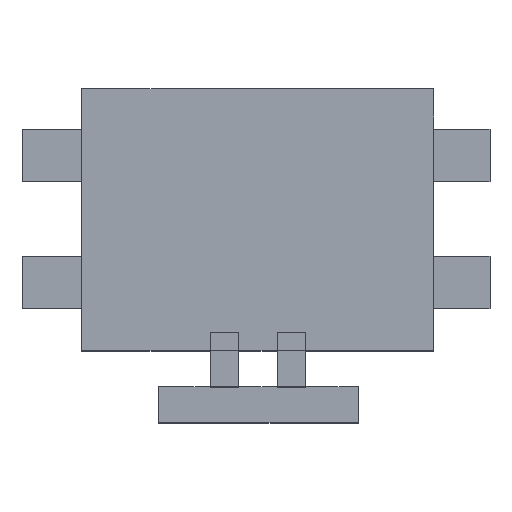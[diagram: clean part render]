
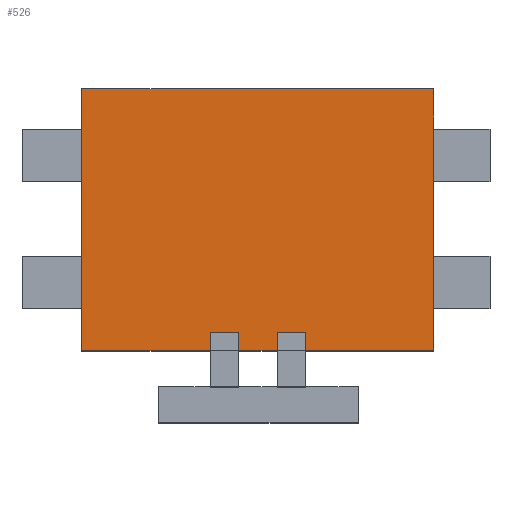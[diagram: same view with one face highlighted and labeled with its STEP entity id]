
A CAD part, top view. The second image highlights one B-rep face of the part: STEP entity #526.
In plain terms, the highlighted planar face has unit normal (0, 0, 1).
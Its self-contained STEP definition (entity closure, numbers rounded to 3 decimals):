
#50 = VERTEX_POINT('',#51);
#51 = CARTESIAN_POINT('',(-2.351,2.217,1.65));
#57 = EDGE_CURVE('',#50,#58,#60,.T.);
#58 = VERTEX_POINT('',#59);
#59 = CARTESIAN_POINT('',(-2.351,-1.283,1.65));
#60 = LINE('',#61,#62);
#61 = CARTESIAN_POINT('',(-2.351,2.217,1.65));
#62 = VECTOR('',#63,1.);
#63 = DIRECTION('',(0.,-1.,0.));
#508 = EDGE_CURVE('',#58,#509,#511,.T.);
#509 = VERTEX_POINT('',#510);
#510 = CARTESIAN_POINT('',(-0.637,-1.283,1.65));
#511 = LINE('',#512,#513);
#512 = CARTESIAN_POINT('',(-2.351,-1.283,1.65));
#513 = VECTOR('',#514,1.);
#514 = DIRECTION('',(1.,0.,0.));
#526 = ADVANCED_FACE('',(#527),#609,.T.);
#527 = FACE_BOUND('',#528,.T.);
#528 = EDGE_LOOP('',(#529,#537,#538,#539,#547,#555,#563,#571,#579,#587,
    #595,#603));
#529 = ORIENTED_EDGE('',*,*,#530,.T.);
#530 = EDGE_CURVE('',#531,#50,#533,.T.);
#531 = VERTEX_POINT('',#532);
#532 = CARTESIAN_POINT('',(2.349,2.217,1.65));
#533 = LINE('',#534,#535);
#534 = CARTESIAN_POINT('',(2.349,2.217,1.65));
#535 = VECTOR('',#536,1.);
#536 = DIRECTION('',(-1.,0.,0.));
#537 = ORIENTED_EDGE('',*,*,#57,.T.);
#538 = ORIENTED_EDGE('',*,*,#508,.T.);
#539 = ORIENTED_EDGE('',*,*,#540,.F.);
#540 = EDGE_CURVE('',#541,#509,#543,.T.);
#541 = VERTEX_POINT('',#542);
#542 = CARTESIAN_POINT('',(-0.637,-1.04,1.65));
#543 = LINE('',#544,#545);
#544 = CARTESIAN_POINT('',(-0.637,-1.04,1.65));
#545 = VECTOR('',#546,1.);
#546 = DIRECTION('',(0.,-1.,0.));
#547 = ORIENTED_EDGE('',*,*,#548,.F.);
#548 = EDGE_CURVE('',#549,#541,#551,.T.);
#549 = VERTEX_POINT('',#550);
#550 = CARTESIAN_POINT('',(-0.258,-1.04,1.65));
#551 = LINE('',#552,#553);
#552 = CARTESIAN_POINT('',(-0.258,-1.04,1.65));
#553 = VECTOR('',#554,1.);
#554 = DIRECTION('',(-1.,0.,0.));
#555 = ORIENTED_EDGE('',*,*,#556,.F.);
#556 = EDGE_CURVE('',#557,#549,#559,.T.);
#557 = VERTEX_POINT('',#558);
#558 = CARTESIAN_POINT('',(-0.258,-1.283,1.65));
#559 = LINE('',#560,#561);
#560 = CARTESIAN_POINT('',(-0.258,-1.774,1.65));
#561 = VECTOR('',#562,1.);
#562 = DIRECTION('',(0.,1.,0.));
#563 = ORIENTED_EDGE('',*,*,#564,.T.);
#564 = EDGE_CURVE('',#557,#565,#567,.T.);
#565 = VERTEX_POINT('',#566);
#566 = CARTESIAN_POINT('',(0.261,-1.283,1.65));
#567 = LINE('',#568,#569);
#568 = CARTESIAN_POINT('',(-2.351,-1.283,1.65));
#569 = VECTOR('',#570,1.);
#570 = DIRECTION('',(1.,0.,0.));
#571 = ORIENTED_EDGE('',*,*,#572,.F.);
#572 = EDGE_CURVE('',#573,#565,#575,.T.);
#573 = VERTEX_POINT('',#574);
#574 = CARTESIAN_POINT('',(0.261,-1.04,1.65));
#575 = LINE('',#576,#577);
#576 = CARTESIAN_POINT('',(0.261,-1.04,1.65));
#577 = VECTOR('',#578,1.);
#578 = DIRECTION('',(0.,-1.,0.));
#579 = ORIENTED_EDGE('',*,*,#580,.F.);
#580 = EDGE_CURVE('',#581,#573,#583,.T.);
#581 = VERTEX_POINT('',#582);
#582 = CARTESIAN_POINT('',(0.638,-1.04,1.65));
#583 = LINE('',#584,#585);
#584 = CARTESIAN_POINT('',(0.638,-1.04,1.65));
#585 = VECTOR('',#586,1.);
#586 = DIRECTION('',(-1.,0.,0.));
#587 = ORIENTED_EDGE('',*,*,#588,.F.);
#588 = EDGE_CURVE('',#589,#581,#591,.T.);
#589 = VERTEX_POINT('',#590);
#590 = CARTESIAN_POINT('',(0.638,-1.283,1.65));
#591 = LINE('',#592,#593);
#592 = CARTESIAN_POINT('',(0.638,-1.772,1.65));
#593 = VECTOR('',#594,1.);
#594 = DIRECTION('',(0.,1.,0.));
#595 = ORIENTED_EDGE('',*,*,#596,.T.);
#596 = EDGE_CURVE('',#589,#597,#599,.T.);
#597 = VERTEX_POINT('',#598);
#598 = CARTESIAN_POINT('',(2.349,-1.283,1.65));
#599 = LINE('',#600,#601);
#600 = CARTESIAN_POINT('',(-2.351,-1.283,1.65));
#601 = VECTOR('',#602,1.);
#602 = DIRECTION('',(1.,0.,0.));
#603 = ORIENTED_EDGE('',*,*,#604,.T.);
#604 = EDGE_CURVE('',#597,#531,#605,.T.);
#605 = LINE('',#606,#607);
#606 = CARTESIAN_POINT('',(2.349,-1.283,1.65));
#607 = VECTOR('',#608,1.);
#608 = DIRECTION('',(0.,1.,0.));
#609 = PLANE('',#610);
#610 = AXIS2_PLACEMENT_3D('',#611,#612,#613);
#611 = CARTESIAN_POINT('',(-0.001,0.467,1.65));
#612 = DIRECTION('',(0.,0.,1.));
#613 = DIRECTION('',(1.,0.,0.));
